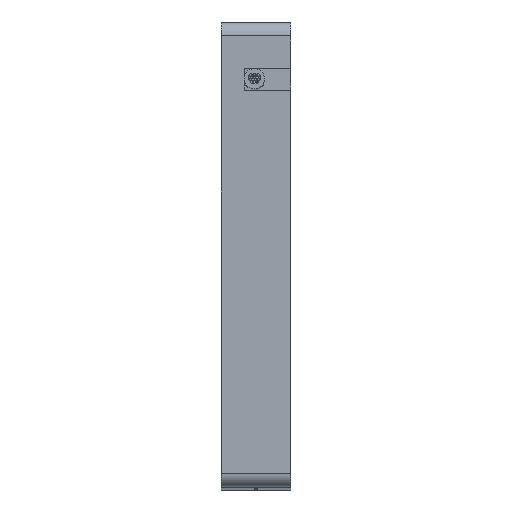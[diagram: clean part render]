
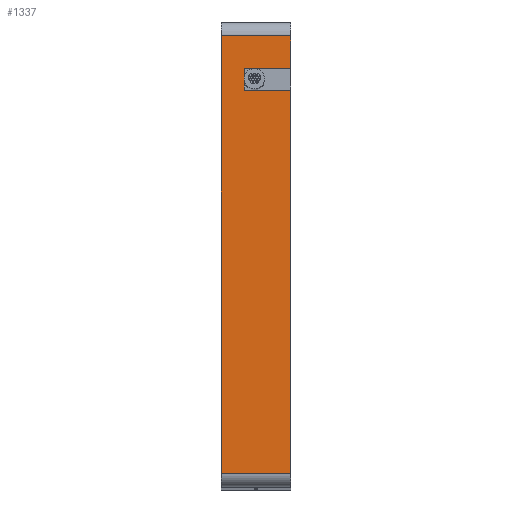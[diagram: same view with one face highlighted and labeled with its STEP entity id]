
A CAD part, top view. The second image highlights one B-rep face of the part: STEP entity #1337.
In plain terms, the highlighted planar face has unit normal (0, 0, 1).
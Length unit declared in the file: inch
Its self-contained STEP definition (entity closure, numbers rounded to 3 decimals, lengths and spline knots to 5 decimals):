
#15=DIRECTION('',(0.,-1.,0.));
#16=VECTOR('',#15,1.88);
#17=CARTESIAN_POINT('',(-0.15,0.94,3.625));
#18=LINE('',#17,#16);
#233=DIRECTION('',(-1.,0.,0.));
#234=VECTOR('',#233,0.3);
#235=CARTESIAN_POINT('',(0.15,0.94,3.625));
#236=LINE('',#235,#234);
#237=DIRECTION('',(-1.,0.,0.));
#238=VECTOR('',#237,0.2);
#239=CARTESIAN_POINT('',(0.15,0.8,3.625));
#240=LINE('',#239,#238);
#241=DIRECTION('',(0.,1.,0.));
#242=VECTOR('',#241,0.093);
#243=CARTESIAN_POINT('',(-0.05,0.707,3.625));
#244=LINE('',#243,#242);
#245=DIRECTION('',(-1.,0.,0.));
#246=VECTOR('',#245,0.2);
#247=CARTESIAN_POINT('',(0.15,0.707,3.625));
#248=LINE('',#247,#246);
#249=DIRECTION('',(-1.,0.,0.));
#250=VECTOR('',#249,0.3);
#251=CARTESIAN_POINT('',(0.15,-0.94,3.625));
#252=LINE('',#251,#250);
#282=DIRECTION('',(0.,-1.,0.));
#283=VECTOR('',#282,0.14);
#284=CARTESIAN_POINT('',(0.15,0.94,3.625));
#285=LINE('',#284,#283);
#318=DIRECTION('',(0.,-1.,0.));
#319=VECTOR('',#318,1.647);
#320=CARTESIAN_POINT('',(0.15,0.707,3.625));
#321=LINE('',#320,#319);
#865=CARTESIAN_POINT('',(-0.05,0.707,3.625));
#866=CARTESIAN_POINT('',(-0.05,0.8,3.625));
#867=VERTEX_POINT('',#865);
#868=VERTEX_POINT('',#866);
#869=CARTESIAN_POINT('',(0.15,0.707,3.625));
#870=VERTEX_POINT('',#869);
#871=CARTESIAN_POINT('',(0.15,0.8,3.625));
#872=VERTEX_POINT('',#871);
#921=CARTESIAN_POINT('',(-0.15,0.94,3.625));
#923=VERTEX_POINT('',#921);
#927=CARTESIAN_POINT('',(0.15,0.94,3.625));
#928=VERTEX_POINT('',#927);
#930=CARTESIAN_POINT('',(-0.15,-0.94,3.625));
#932=VERTEX_POINT('',#930);
#933=CARTESIAN_POINT('',(0.15,-0.94,3.625));
#934=VERTEX_POINT('',#933);
#1316=CARTESIAN_POINT('',(-0.15,1.,3.625));
#1317=DIRECTION('',(0.,0.,1.));
#1318=DIRECTION('',(0.,-1.,0.));
#1319=AXIS2_PLACEMENT_3D('',#1316,#1317,#1318);
#1320=PLANE('',#1319);
#1322=ORIENTED_EDGE('',*,*,#1321,.F.);
#1324=ORIENTED_EDGE('',*,*,#1323,.T.);
#1326=ORIENTED_EDGE('',*,*,#1325,.T.);
#1328=ORIENTED_EDGE('',*,*,#1327,.F.);
#1330=ORIENTED_EDGE('',*,*,#1329,.F.);
#1332=ORIENTED_EDGE('',*,*,#1331,.T.);
#1333=ORIENTED_EDGE('',*,*,#1308,.T.);
#1334=ORIENTED_EDGE('',*,*,#1124,.F.);
#1335=EDGE_LOOP('',(#1322,#1324,#1326,#1328,#1330,#1332,#1333,#1334));
#1336=FACE_OUTER_BOUND('',#1335,.F.);
#1337=ADVANCED_FACE('',(#1336),#1320,.T.);
#1124=EDGE_CURVE('',#923,#932,#18,.T.);
#1308=EDGE_CURVE('',#934,#932,#252,.T.);
#1321=EDGE_CURVE('',#928,#923,#236,.T.);
#1323=EDGE_CURVE('',#928,#872,#285,.T.);
#1325=EDGE_CURVE('',#872,#868,#240,.T.);
#1327=EDGE_CURVE('',#867,#868,#244,.T.);
#1329=EDGE_CURVE('',#870,#867,#248,.T.);
#1331=EDGE_CURVE('',#870,#934,#321,.T.);
